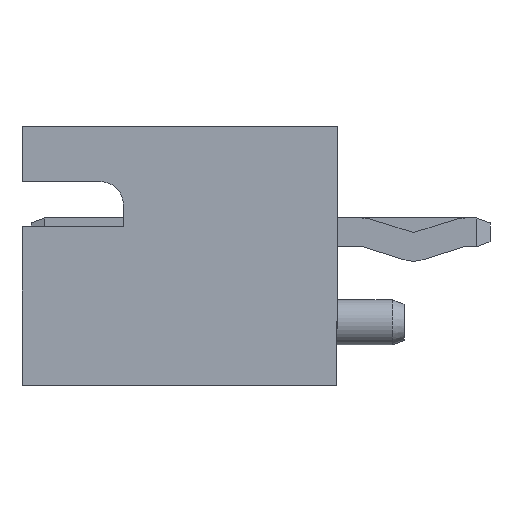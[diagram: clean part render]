
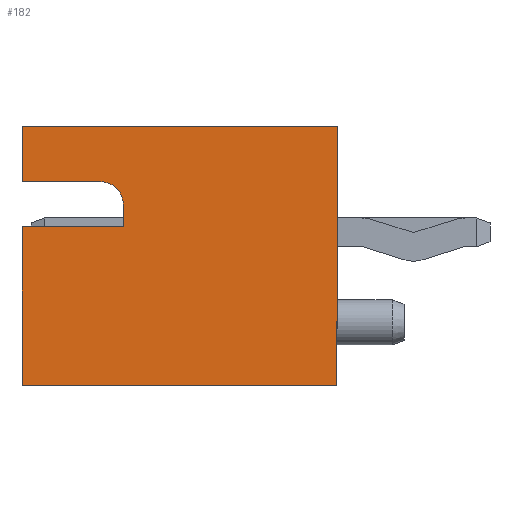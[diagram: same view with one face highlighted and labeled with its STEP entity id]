
A CAD part, left-side view. The second image highlights one B-rep face of the part: STEP entity #182.
In plain terms, the highlighted face is planar.
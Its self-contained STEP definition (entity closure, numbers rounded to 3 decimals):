
#2 = LINE ( 'NONE', #5530, #4508 ) ;
#182 = ADVANCED_FACE ( 'NONE', ( #4770 ), #1971, .T. ) ;
#184 = VECTOR ( 'NONE', #1565, 1000. ) ;
#254 = VERTEX_POINT ( 'NONE', #2024 ) ;
#257 = LINE ( 'NONE', #3884, #4146 ) ;
#391 = DIRECTION ( 'NONE',  ( 0., -1., 0. ) ) ;
#472 = VECTOR ( 'NONE', #2652, 1000. ) ;
#567 = EDGE_CURVE ( 'NONE', #2015, #254, #2, .T. ) ;
#707 = CIRCLE ( 'NONE', #4755, 0.5 ) ;
#863 = VERTEX_POINT ( 'NONE', #1505 ) ;
#902 = CARTESIAN_POINT ( 'NONE',  ( 9.95, 4.75, -0.625 ) ) ;
#1009 = EDGE_CURVE ( 'NONE', #1787, #1555, #4857, .T. ) ;
#1017 = VERTEX_POINT ( 'NONE', #2502 ) ;
#1095 = EDGE_CURVE ( 'NONE', #3809, #1017, #1304, .T. ) ;
#1304 = LINE ( 'NONE', #902, #472 ) ;
#1505 = CARTESIAN_POINT ( 'NONE',  ( 9.95, 0., 3.4 ) ) ;
#1535 = CARTESIAN_POINT ( 'NONE',  ( 9.95, 7., -0.125 ) ) ;
#1555 = VERTEX_POINT ( 'NONE', #4934 ) ;
#1565 = DIRECTION ( 'NONE',  ( 0., 0., 1. ) ) ;
#1594 = VERTEX_POINT ( 'NONE', #4609 ) ;
#1643 = DIRECTION ( 'NONE',  ( 0., -1., 0. ) ) ;
#1787 = VERTEX_POINT ( 'NONE', #4805 ) ;
#1971 = PLANE ( 'NONE',  #5720 ) ;
#2015 = VERTEX_POINT ( 'NONE', #2847 ) ;
#2023 = VECTOR ( 'NONE', #3266, 1000. ) ;
#2024 = CARTESIAN_POINT ( 'NONE',  ( 9.95, 0., -2.35 ) ) ;
#2071 = ORIENTED_EDGE ( 'NONE', *, *, #5454, .T. ) ;
#2245 = VECTOR ( 'NONE', #3609, 1000. ) ;
#2250 = VECTOR ( 'NONE', #5296, 1000. ) ;
#2272 = ORIENTED_EDGE ( 'NONE', *, *, #4817, .T. ) ;
#2502 = CARTESIAN_POINT ( 'NONE',  ( 9.95, 4.75, -0.125 ) ) ;
#2606 = LINE ( 'NONE', #3382, #5926 ) ;
#2652 = DIRECTION ( 'NONE',  ( 0., 0., 1. ) ) ;
#2758 = ORIENTED_EDGE ( 'NONE', *, *, #3999, .T. ) ;
#2847 = CARTESIAN_POINT ( 'NONE',  ( 9.95, 7., -2.35 ) ) ;
#3097 = LINE ( 'NONE', #4471, #2245 ) ;
#3266 = DIRECTION ( 'NONE',  ( 0., -1., 0. ) ) ;
#3310 = CARTESIAN_POINT ( 'NONE',  ( 9.95, 5.25, -1.125 ) ) ;
#3365 = DIRECTION ( 'NONE',  ( 1., 0., 0. ) ) ;
#3382 = CARTESIAN_POINT ( 'NONE',  ( 9.95, 7., 3.4 ) ) ;
#3513 = DIRECTION ( 'NONE',  ( 0., 0., 1. ) ) ;
#3575 = ORIENTED_EDGE ( 'NONE', *, *, #1095, .T. ) ;
#3609 = DIRECTION ( 'NONE',  ( 0., 0., 1. ) ) ;
#3718 = CARTESIAN_POINT ( 'NONE',  ( 9.95, 7., -1.125 ) ) ;
#3809 = VERTEX_POINT ( 'NONE', #3891 ) ;
#3884 = CARTESIAN_POINT ( 'NONE',  ( 9.95, 0., 0. ) ) ;
#3891 = CARTESIAN_POINT ( 'NONE',  ( 9.95, 4.75, -0.625 ) ) ;
#3983 = CARTESIAN_POINT ( 'NONE',  ( 9.95, 5.25, -0.625 ) ) ;
#3999 = EDGE_CURVE ( 'NONE', #1594, #5741, #5553, .T. ) ;
#4076 = ORIENTED_EDGE ( 'NONE', *, *, #1009, .T. ) ;
#4146 = VECTOR ( 'NONE', #5726, 1000. ) ;
#4220 = EDGE_CURVE ( 'NONE', #254, #863, #257, .T. ) ;
#4230 = ORIENTED_EDGE ( 'NONE', *, *, #5121, .T. ) ;
#4471 = CARTESIAN_POINT ( 'NONE',  ( 9.95, 7., 0. ) ) ;
#4508 = VECTOR ( 'NONE', #391, 1000. ) ;
#4609 = CARTESIAN_POINT ( 'NONE',  ( 9.95, 7., -1.125 ) ) ;
#4726 = ORIENTED_EDGE ( 'NONE', *, *, #567, .F. ) ;
#4737 = DIRECTION ( 'NONE',  ( 0., 0., -1. ) ) ;
#4755 = AXIS2_PLACEMENT_3D ( 'NONE', #3983, #4944, #3513 ) ;
#4766 = CARTESIAN_POINT ( 'NONE',  ( 9.95, 7., 0. ) ) ;
#4770 = FACE_OUTER_BOUND ( 'NONE', #5623, .T. ) ;
#4783 = ORIENTED_EDGE ( 'NONE', *, *, #5518, .T. ) ;
#4805 = CARTESIAN_POINT ( 'NONE',  ( 9.95, 7., -0.125 ) ) ;
#4817 = EDGE_CURVE ( 'NONE', #2015, #1594, #3097, .T. ) ;
#4857 = LINE ( 'NONE', #4766, #184 ) ;
#4934 = CARTESIAN_POINT ( 'NONE',  ( 9.95, 7., 3.4 ) ) ;
#4944 = DIRECTION ( 'NONE',  ( -1., 0., 0. ) ) ;
#5121 = EDGE_CURVE ( 'NONE', #5741, #3809, #707, .T. ) ;
#5258 = CARTESIAN_POINT ( 'NONE',  ( 9.95, 7., 0. ) ) ;
#5296 = DIRECTION ( 'NONE',  ( 0., 1., 0. ) ) ;
#5454 = EDGE_CURVE ( 'NONE', #1555, #863, #2606, .T. ) ;
#5518 = EDGE_CURVE ( 'NONE', #1017, #1787, #5676, .T. ) ;
#5530 = CARTESIAN_POINT ( 'NONE',  ( 9.95, 7., -2.35 ) ) ;
#5553 = LINE ( 'NONE', #3718, #2023 ) ;
#5623 = EDGE_LOOP ( 'NONE', ( #2758, #4230, #3575, #4783, #4076, #2071, #5796, #4726, #2272 ) ) ;
#5676 = LINE ( 'NONE', #1535, #2250 ) ;
#5720 = AXIS2_PLACEMENT_3D ( 'NONE', #5258, #3365, #4737 ) ;
#5726 = DIRECTION ( 'NONE',  ( 0., 0., 1. ) ) ;
#5741 = VERTEX_POINT ( 'NONE', #3310 ) ;
#5796 = ORIENTED_EDGE ( 'NONE', *, *, #4220, .F. ) ;
#5926 = VECTOR ( 'NONE', #1643, 1000. ) ;
